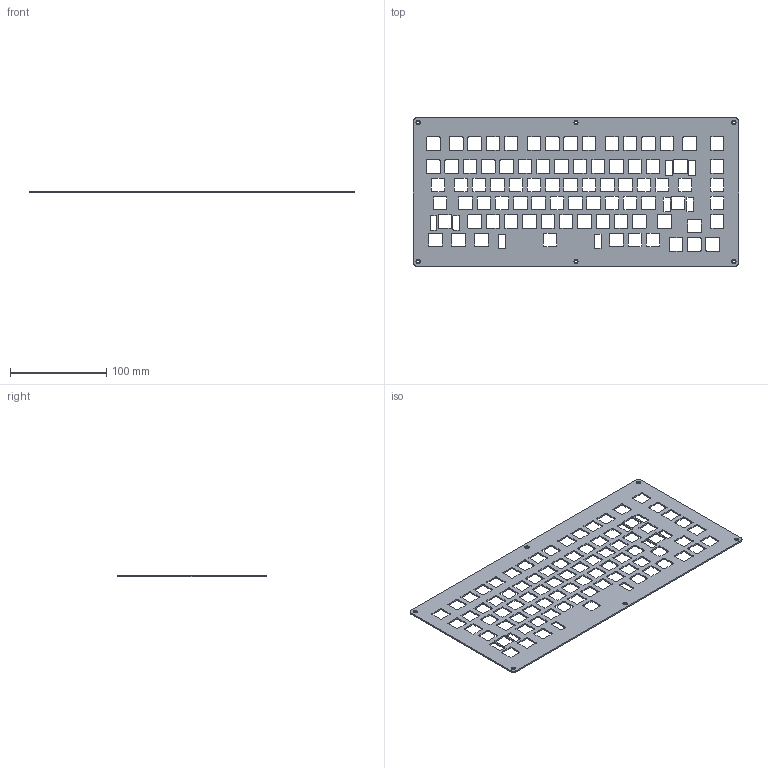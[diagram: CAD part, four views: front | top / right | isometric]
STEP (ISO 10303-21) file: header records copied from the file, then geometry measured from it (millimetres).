
FILE_DESCRIPTION(/* description */ (''),/* implementation_level */ '2;1');
FILE_NAME(/* name */ 'keeb.keeb.step',/* time_stamp */ '2025-10-27T23:04:47+05:30',/* author */ (''),/* organization */ (''),/* preprocessor_version */ 'ST-DEVELOPER v20.1',/* originating_system */ 'Autodesk Translation Framework v14.17.0.0',/* authorisation */ '');
FILE_SCHEMA (('AUTOMOTIVE_DESIGN { 1 0 10303 214 3 1 1 }'));
Length unit declared in the file: millimetre
Products named in the file (1): keeb
Bounding box: 338.77 x 154.51 x 1.5 mm (x, y, z)
Volume: 52762.4 mm3; surface area: 79288.2 mm2
Topology: 1 solids, 1 shells, 756 faces, 2250 edges, 1496 vertices
Faces by surface type: cylinder 374, plane 370, cone 12
Full cylindrical faces by diameter (mm): 3.4 x6
Entity records: 26007 total; most frequent: DIRECTION 4524, CARTESIAN_POINT 4503, ORIENTED_EDGE 4500, EDGE_CURVE 2250, AXIS2_PLACEMENT_3D 1517, VERTEX_POINT 1496, LINE 1490, VECTOR 1490
